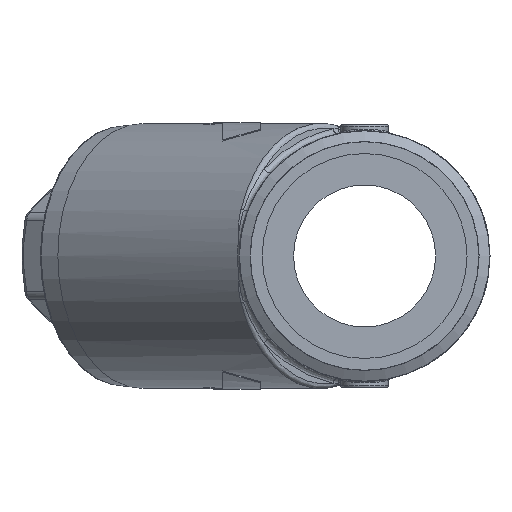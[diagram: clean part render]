
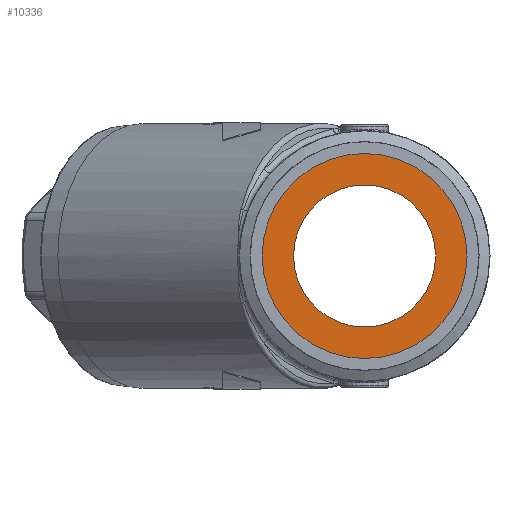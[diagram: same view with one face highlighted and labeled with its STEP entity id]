
A CAD part, left-side view. The second image highlights one B-rep face of the part: STEP entity #10336.
In plain terms, the highlighted planar face has unit normal (-1, 0, 0).
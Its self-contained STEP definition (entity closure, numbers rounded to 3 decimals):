
#75 = DIRECTION ( 'NONE',  ( 0., 0., 1. ) ) ;
#348 = FACE_BOUND ( 'NONE', #19094, .T. ) ;
#659 = EDGE_CURVE ( 'NONE', #8029, #8029, #20232, .T. ) ;
#789 = DIRECTION ( 'NONE',  ( -1., 0., 0. ) ) ;
#1040 = DIRECTION ( 'NONE',  ( 0., 0., 1. ) ) ;
#1782 = CARTESIAN_POINT ( 'NONE',  ( 30., 0., 21.65 ) ) ;
#6201 = FACE_OUTER_BOUND ( 'NONE', #20375, .T. ) ;
#6338 = DIRECTION ( 'NONE',  ( -1., 0., 0. ) ) ;
#7449 = DIRECTION ( 'NONE',  ( 0., 0., 1. ) ) ;
#8029 = VERTEX_POINT ( 'NONE', #1782 ) ;
#8427 = CARTESIAN_POINT ( 'NONE',  ( 30., 0., 15. ) ) ;
#9734 = DIRECTION ( 'NONE',  ( -1., 0., 0. ) ) ;
#10336 = ADVANCED_FACE ( 'NONE', ( #348, #6201 ), #24424, .T. ) ;
#10344 = CIRCLE ( 'NONE', #15876, 15. ) ;
#10833 = EDGE_CURVE ( 'NONE', #16847, #16847, #10344, .T. ) ;
#12946 = AXIS2_PLACEMENT_3D ( 'NONE', #19102, #789, #1040 ) ;
#13904 = ORIENTED_EDGE ( 'NONE', *, *, #659, .T. ) ;
#14226 = CARTESIAN_POINT ( 'NONE',  ( 30., 21.65, 0. ) ) ;
#15876 = AXIS2_PLACEMENT_3D ( 'NONE', #17622, #9734, #7449 ) ;
#16847 = VERTEX_POINT ( 'NONE', #8427 ) ;
#17622 = CARTESIAN_POINT ( 'NONE',  ( 30., 0., 0. ) ) ;
#19094 = EDGE_LOOP ( 'NONE', ( #22666 ) ) ;
#19102 = CARTESIAN_POINT ( 'NONE',  ( 30., 0., 0. ) ) ;
#20232 = CIRCLE ( 'NONE', #12946, 21.65 ) ;
#20375 = EDGE_LOOP ( 'NONE', ( #13904 ) ) ;
#22666 = ORIENTED_EDGE ( 'NONE', *, *, #10833, .F. ) ;
#24424 = PLANE ( 'NONE',  #25849 ) ;
#25849 = AXIS2_PLACEMENT_3D ( 'NONE', #14226, #6338, #75 ) ;
